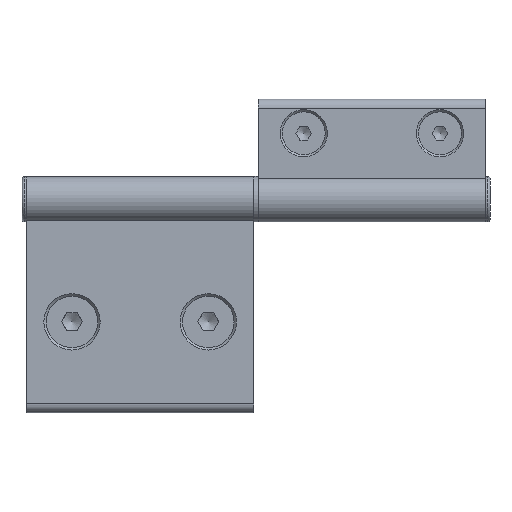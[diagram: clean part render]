
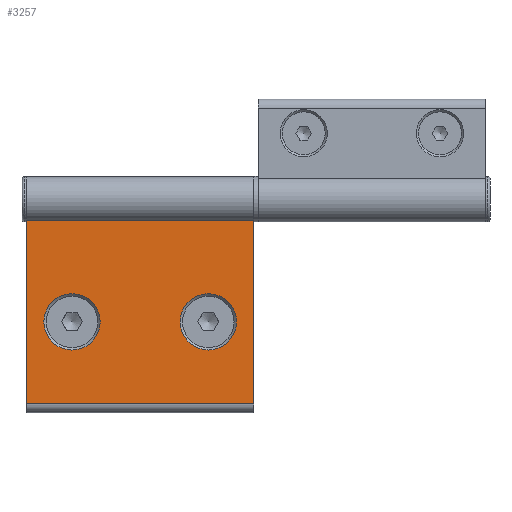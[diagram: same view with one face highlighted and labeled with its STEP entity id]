
A CAD part, top view. The second image highlights one B-rep face of the part: STEP entity #3257.
In plain terms, the highlighted face is planar.
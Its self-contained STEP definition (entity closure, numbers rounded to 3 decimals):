
#3257=ADVANCED_FACE('',(#3618,#3619,#3620),#3621,.T.);
#3618=FACE_BOUND('',#4013,.T.);
#3619=FACE_BOUND('',#4014,.T.);
#3620=FACE_OUTER_BOUND('',#4015,.T.);
#3621=PLANE('',#4016);
#4013=EDGE_LOOP('',(#5045));
#4014=EDGE_LOOP('',(#5046));
#4015=EDGE_LOOP('',(#5047,#5048,#5049,#5050));
#4016=AXIS2_PLACEMENT_3D('',#5051,#5052,#5053);
#5045=ORIENTED_EDGE('',*,*,#5512,.T.);
#5046=ORIENTED_EDGE('',*,*,#5513,.T.);
#5047=ORIENTED_EDGE('',*,*,#5514,.F.);
#5048=ORIENTED_EDGE('',*,*,#5508,.T.);
#5049=ORIENTED_EDGE('',*,*,#5515,.T.);
#5050=ORIENTED_EDGE('',*,*,#5516,.T.);
#5051=CARTESIAN_POINT('',(-1.209,4.0,-25.0));
#5052=DIRECTION('',(0.,1.0,0.0));
#5053=DIRECTION('',(-1.0,0.,0.0));
#5508=EDGE_CURVE('',#5998,#5995,#5999,.F.);
#5512=EDGE_CURVE('',#6005,#6005,#6006,.T.);
#5513=EDGE_CURVE('',#6007,#6007,#6008,.T.);
#5514=EDGE_CURVE('',#5998,#6009,#6010,.T.);
#5515=EDGE_CURVE('',#5995,#6011,#6012,.T.);
#5516=EDGE_CURVE('',#6011,#6009,#6013,.T.);
#5995=VERTEX_POINT('',#6961);
#5998=VERTEX_POINT('',#6964);
#5999=LINE('',#6965,#6966);
#6005=VERTEX_POINT('',#6973);
#6006=CIRCLE('',#6974,6.2);
#6007=VERTEX_POINT('',#6975);
#6008=CIRCLE('',#6976,6.2);
#6009=VERTEX_POINT('',#6977);
#6010=LINE('',#6978,#6979);
#6011=VERTEX_POINT('',#6980);
#6012=LINE('',#6981,#6982);
#6013=LINE('',#6983,#6984);
#6961=CARTESIAN_POINT('',(18.0,4.0,-25.0));
#6964=CARTESIAN_POINT('',(18.0,4.0,25.0));
#6965=CARTESIAN_POINT('',(18.0,4.0,-25.0));
#6966=VECTOR('',#7533,1.0);
#6973=CARTESIAN_POINT('',(6.2,4.0,-15.0));
#6974=AXIS2_PLACEMENT_3D('',#7541,#7542,#7543);
#6975=CARTESIAN_POINT('',(6.2,4.0,15.0));
#6976=AXIS2_PLACEMENT_3D('',#7544,#7545,#7546);
#6977=CARTESIAN_POINT('',(-22.417,4.0,25.0));
#6978=CARTESIAN_POINT('',(-1.209,4.0,25.0));
#6979=VECTOR('',#7547,1.0);
#6980=CARTESIAN_POINT('',(-22.417,4.0,-25.0));
#6981=CARTESIAN_POINT('',(-1.209,4.0,-25.0));
#6982=VECTOR('',#7548,1.0);
#6983=CARTESIAN_POINT('',(-22.417,4.0,-25.0));
#6984=VECTOR('',#7549,1.0);
#7533=DIRECTION('',(0.0,0.0,1.0));
#7541=CARTESIAN_POINT('',(0.0,4.0,-15.0));
#7542=DIRECTION('',(0.0,-1.0,0.0));
#7543=DIRECTION('',(1.0,0.0,0.0));
#7544=CARTESIAN_POINT('',(0.0,4.0,15.0));
#7545=DIRECTION('',(0.0,-1.0,0.0));
#7546=DIRECTION('',(1.0,0.0,0.0));
#7547=DIRECTION('',(-1.0,0.,0.0));
#7548=DIRECTION('',(-1.0,0.,0.0));
#7549=DIRECTION('',(0.0,0.0,1.0));
